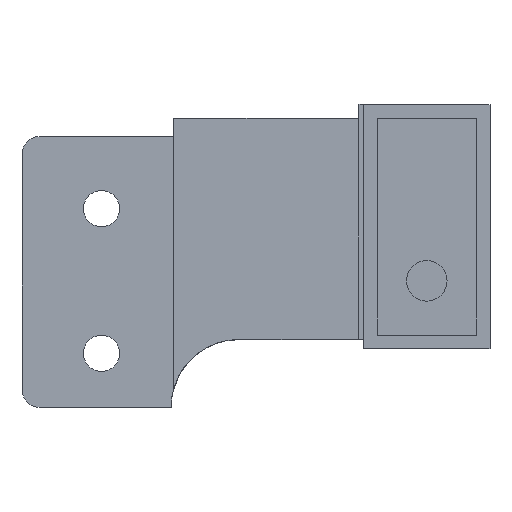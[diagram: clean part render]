
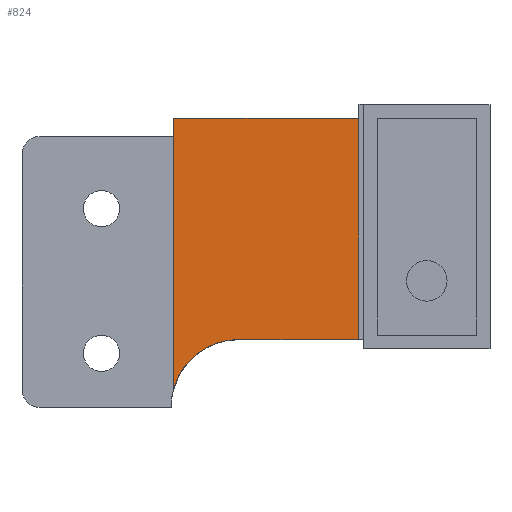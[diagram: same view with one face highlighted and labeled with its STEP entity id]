
A CAD part, top view. The second image highlights one B-rep face of the part: STEP entity #824.
In plain terms, the highlighted planar face has unit normal (0, 0, 1).
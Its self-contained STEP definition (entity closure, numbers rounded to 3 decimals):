
#3 = EDGE_LOOP ( 'NONE', ( #1151, #198, #493, #739, #1121 ) ) ;
#29 = CARTESIAN_POINT ( 'NONE',  ( 25.2, -29.9, 21. ) ) ;
#80 = LINE ( 'NONE', #582, #356 ) ;
#148 = LINE ( 'NONE', #1162, #1087 ) ;
#162 = CARTESIAN_POINT ( 'NONE',  ( 50.4, 0., 21. ) ) ;
#198 = ORIENTED_EDGE ( 'NONE', *, *, #1304, .F. ) ;
#268 = DIRECTION ( 'NONE',  ( -1., 0., 0. ) ) ;
#301 = CARTESIAN_POINT ( 'NONE',  ( 50.4, 0., 21. ) ) ;
#313 = AXIS2_PLACEMENT_3D ( 'NONE', #1010, #724, #1129 ) ;
#350 = DIRECTION ( 'NONE',  ( -1., 0., 0. ) ) ;
#356 = VECTOR ( 'NONE', #1083, 1000. ) ;
#388 = VECTOR ( 'NONE', #268, 1000. ) ;
#415 = EDGE_CURVE ( 'NONE', #1250, #1190, #148, .T. ) ;
#475 = AXIS2_PLACEMENT_3D ( 'NONE', #648, #1256, #350 ) ;
#493 = ORIENTED_EDGE ( 'NONE', *, *, #1006, .F. ) ;
#514 = DIRECTION ( 'NONE',  ( 1., 0., 0. ) ) ;
#536 = CARTESIAN_POINT ( 'NONE',  ( 25.2, 0., 21. ) ) ;
#549 = LINE ( 'NONE', #773, #388 ) ;
#565 = CARTESIAN_POINT ( 'NONE',  ( 50.4, -24.5, 21. ) ) ;
#582 = CARTESIAN_POINT ( 'NONE',  ( 50.4, -24.5, 21. ) ) ;
#606 = PLANE ( 'NONE',  #313 ) ;
#627 = VERTEX_POINT ( 'NONE', #681 ) ;
#648 = CARTESIAN_POINT ( 'NONE',  ( 32.4, -32., 21. ) ) ;
#658 = VERTEX_POINT ( 'NONE', #565 ) ;
#681 = CARTESIAN_POINT ( 'NONE',  ( 32.4, -24.5, 21. ) ) ;
#724 = DIRECTION ( 'NONE',  ( 0., 0., 1. ) ) ;
#739 = ORIENTED_EDGE ( 'NONE', *, *, #743, .F. ) ;
#743 = EDGE_CURVE ( 'NONE', #1190, #937, #1306, .T. ) ;
#755 = VECTOR ( 'NONE', #514, 1000. ) ;
#773 = CARTESIAN_POINT ( 'NONE',  ( 32.4, -24.5, 21. ) ) ;
#803 = FACE_OUTER_BOUND ( 'NONE', #3, .T. ) ;
#824 = ADVANCED_FACE ( 'NONE', ( #803 ), #606, .T. ) ;
#896 = EDGE_CURVE ( 'NONE', #627, #1250, #1057, .T. ) ;
#937 = VERTEX_POINT ( 'NONE', #162 ) ;
#1006 = EDGE_CURVE ( 'NONE', #937, #658, #80, .T. ) ;
#1010 = CARTESIAN_POINT ( 'NONE',  ( 32.4, -32., 21. ) ) ;
#1057 = CIRCLE ( 'NONE', #475, 7.5 ) ;
#1083 = DIRECTION ( 'NONE',  ( 0., -1., 0. ) ) ;
#1087 = VECTOR ( 'NONE', #1261, 1000. ) ;
#1121 = ORIENTED_EDGE ( 'NONE', *, *, #415, .F. ) ;
#1129 = DIRECTION ( 'NONE',  ( -1., 0., 0. ) ) ;
#1151 = ORIENTED_EDGE ( 'NONE', *, *, #896, .F. ) ;
#1162 = CARTESIAN_POINT ( 'NONE',  ( 25.2, 0., 21. ) ) ;
#1190 = VERTEX_POINT ( 'NONE', #536 ) ;
#1250 = VERTEX_POINT ( 'NONE', #29 ) ;
#1256 = DIRECTION ( 'NONE',  ( 0., 0., 1. ) ) ;
#1261 = DIRECTION ( 'NONE',  ( 0., 1., 0. ) ) ;
#1304 = EDGE_CURVE ( 'NONE', #658, #627, #549, .T. ) ;
#1306 = LINE ( 'NONE', #301, #755 ) ;
